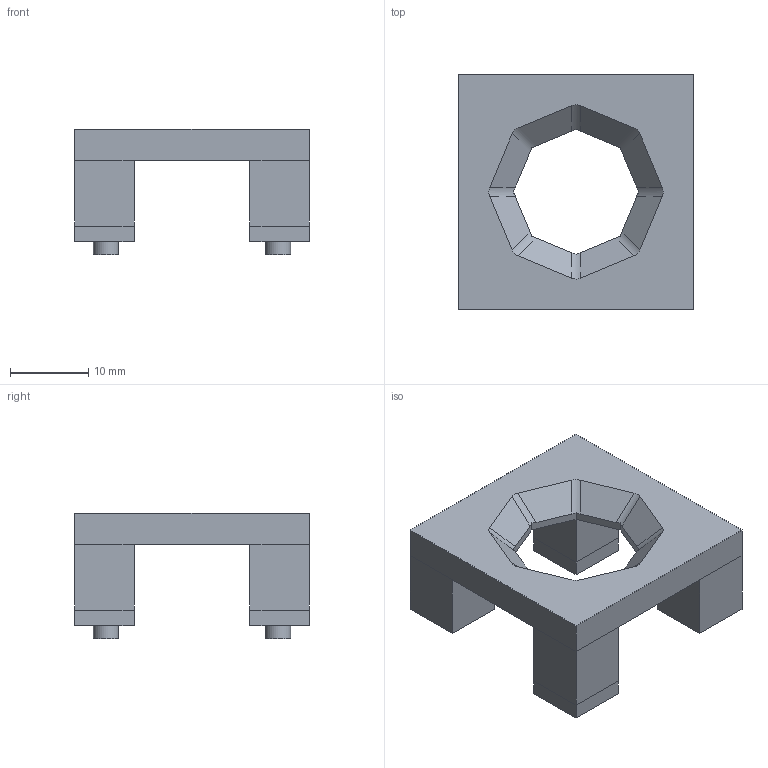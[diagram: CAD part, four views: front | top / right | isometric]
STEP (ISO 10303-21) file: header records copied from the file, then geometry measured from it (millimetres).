
FILE_DESCRIPTION(('FreeCAD Model'),'2;1');
FILE_NAME('Open CASCADE Shape Model','2024-06-24T13:32:52',(''),(''), 'Open CASCADE STEP processor 7.6','FreeCAD','Unknown');
FILE_SCHEMA(('AUTOMOTIVE_DESIGN { 1 0 10303 214 1 1 1 1 }'));
Length unit declared in the file: millimetre
Products named in the file (4): KeyboardSocket; SocketTop; 3DPrintStand; 3DPrintStand_2
Assembly tree (3 placements, depth 2):
  KeyboardSocket
    SocketTop
    3DPrintStand
    3DPrintStand_2
Bounding box: 30 x 30 x 16.1 mm (x, y, z)
Volume: 4488.9 mm3; surface area: 3784.3 mm2
Topology: 3 solids, 3 shells, 74 faces, 174 edges, 112 vertices
Faces by surface type: plane 60, cylinder 14
Full cylindrical faces by diameter (mm): 3.2 x2, 4 x4
Entity records: 2194 total; most frequent: DIRECTION 366, CARTESIAN_POINT 364, ORIENTED_EDGE 348, EDGE_CURVE 174, LINE 138, VECTOR 138, AXIS2_PLACEMENT_3D 114, VERTEX_POINT 112
